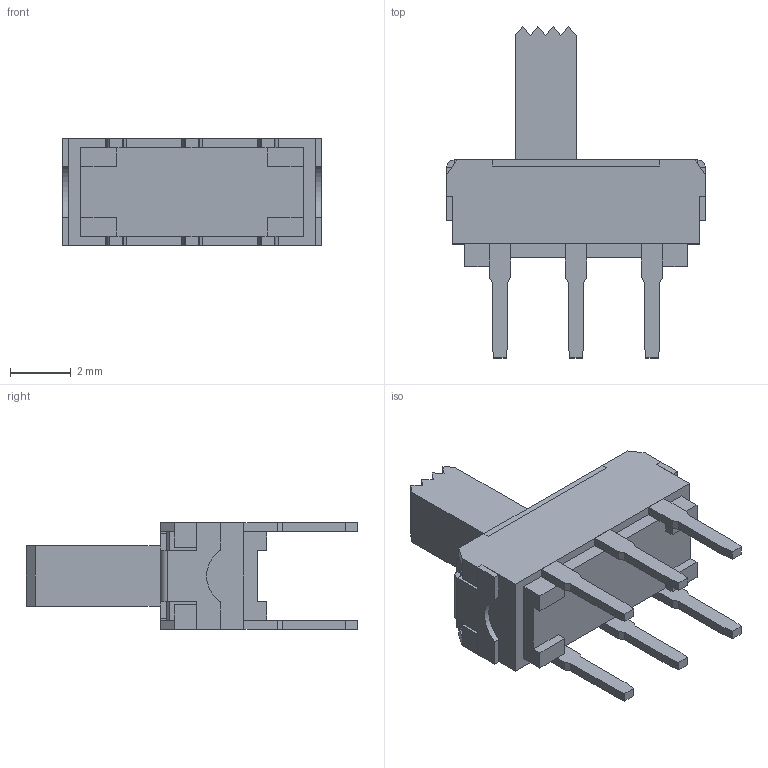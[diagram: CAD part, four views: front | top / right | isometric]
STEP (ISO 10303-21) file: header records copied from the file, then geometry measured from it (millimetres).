
FILE_DESCRIPTION (( 'STEP AP214' ), '1' );
FILE_NAME ('EG1271A.STEP', '2019-04-17T00:02:08', ( '' ), ( '' ), 'SwSTEP 2.0', 'SolidWorks 2017', '' );
FILE_SCHEMA (( 'AUTOMOTIVE_DESIGN' ));
Length unit declared in the file: millimetre
Products named in the file (1): EG1271A
Bounding box: 8.5 x 10.9 x 3.5 mm (x, y, z)
Volume: 110.2 mm3; surface area: 281.3 mm2
Topology: 9 solids, 9 shells, 192 faces, 499 edges, 326 vertices
Faces by surface type: plane 186, cylinder 6
Entity records: 5845 total; most frequent: CARTESIAN_POINT 1018, ORIENTED_EDGE 998, DIRECTION 897, EDGE_CURVE 499, VECTOR 487, LINE 487, VERTEX_POINT 326, AXIS2_PLACEMENT_3D 205
